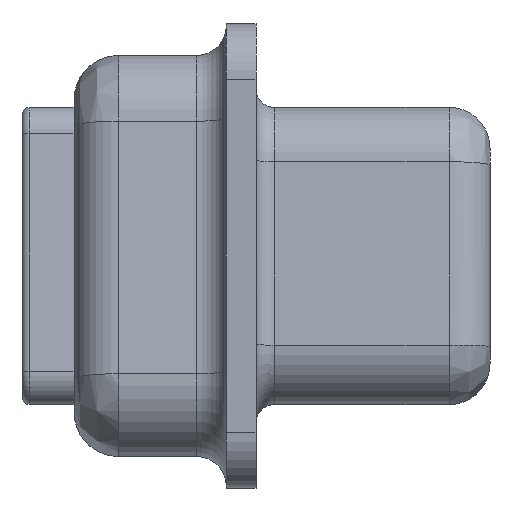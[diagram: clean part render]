
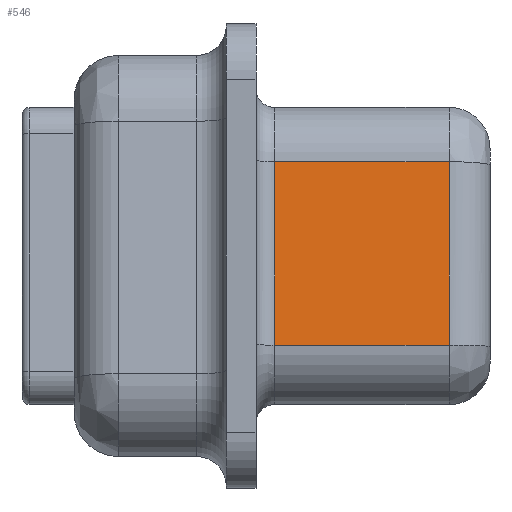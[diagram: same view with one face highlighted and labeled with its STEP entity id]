
A CAD part, front view. The second image highlights one B-rep face of the part: STEP entity #546.
In plain terms, the highlighted planar face has unit normal (0, -0.996, 0.086).
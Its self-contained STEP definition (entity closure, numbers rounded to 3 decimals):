
#471=FACE_OUTER_BOUND('',#709,.T.);
#546=ADVANCED_FACE('',(#471),#633,.F.);
#633=PLANE('',#11919);
#709=EDGE_LOOP('',(#883,#884,#885,#886));
#883=ORIENTED_EDGE('',*,*,#1391,.F.);
#884=ORIENTED_EDGE('',*,*,#1392,.T.);
#885=ORIENTED_EDGE('',*,*,#1393,.T.);
#886=ORIENTED_EDGE('',*,*,#1394,.T.);
#1259=VERTEX_POINT('',#18013);
#1260=VERTEX_POINT('',#18014);
#1261=VERTEX_POINT('',#18016);
#1262=VERTEX_POINT('',#18018);
#1391=EDGE_CURVE('',#1259,#1260,#10525,.T.);
#1392=EDGE_CURVE('',#1259,#1261,#10526,.T.);
#1393=EDGE_CURVE('',#1261,#1262,#10527,.T.);
#1394=EDGE_CURVE('',#1262,#1260,#10528,.T.);
#10525=LINE('',#18012,#11504);
#10526=LINE('',#18015,#11505);
#10527=LINE('',#18017,#11506);
#10528=LINE('',#18019,#11507);
#11504=VECTOR('',#13724,1.);
#11505=VECTOR('',#13725,1.);
#11506=VECTOR('',#13726,1.);
#11507=VECTOR('',#13727,1.);
#11919=AXIS2_PLACEMENT_3D('',#18020,#13728,#13729);
#13724=DIRECTION('',(-1.,0.,0.));
#13725=DIRECTION('',(0.,0.086,0.996));
#13726=DIRECTION('',(-1.,0.,0.));
#13727=DIRECTION('',(0.,-0.086,-0.996));
#13728=DIRECTION('',(0.,0.996,-0.086));
#13729=DIRECTION('',(0.,0.086,0.996));
#18012=CARTESIAN_POINT('',(7.1,7.2,3.85));
#18013=CARTESIAN_POINT('',(6.,7.2,3.85));
#18014=CARTESIAN_POINT('',(1.3,7.2,3.85));
#18015=CARTESIAN_POINT('',(6.,7.624,8.787));
#18016=CARTESIAN_POINT('',(6.,7.624,8.787));
#18017=CARTESIAN_POINT('',(7.1,7.624,8.787));
#18018=CARTESIAN_POINT('',(1.3,7.624,8.787));
#18019=CARTESIAN_POINT('',(1.3,7.624,8.787));
#18020=CARTESIAN_POINT('',(7.1,7.624,8.787));
